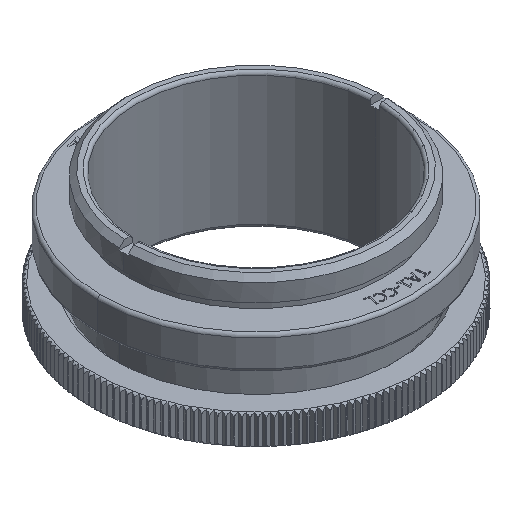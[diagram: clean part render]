
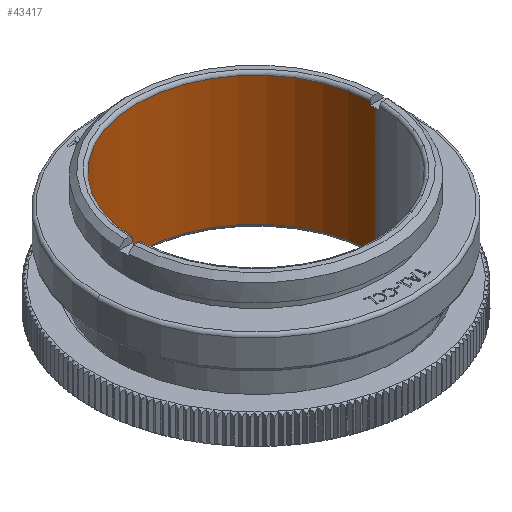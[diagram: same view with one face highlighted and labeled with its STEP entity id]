
A CAD part, isometric view. The second image highlights one B-rep face of the part: STEP entity #43417.
In plain terms, the highlighted cylindrical face has radius 11.45 mm (diameter 22.9 mm), a partial arc.
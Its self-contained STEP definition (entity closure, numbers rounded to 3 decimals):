
#15 = VERTEX_POINT ( 'NONE', #20312 ) ;
#322 = AXIS2_PLACEMENT_3D ( 'NONE', #15209, #39278, #25501 ) ;
#747 = CARTESIAN_POINT ( 'NONE',  ( -21.03, 7.021, -6.5 ) ) ;
#1508 = ORIENTED_EDGE ( 'NONE', *, *, #30906, .F. ) ;
#3300 = CARTESIAN_POINT ( 'NONE',  ( 1.87, 7.021, -5.85 ) ) ;
#3498 = CARTESIAN_POINT ( 'NONE',  ( 1.87, 7.021, 5.85 ) ) ;
#3689 = AXIS2_PLACEMENT_3D ( 'NONE', #34465, #13213, #20229 ) ;
#3849 = LINE ( 'NONE', #9931, #5294 ) ;
#4063 = VERTEX_POINT ( 'NONE', #35904 ) ;
#4225 = DIRECTION ( 'NONE',  ( 0., 0., -1. ) ) ;
#4301 = EDGE_LOOP ( 'NONE', ( #17511, #30627, #16764, #27376, #1508, #18415, #32815, #29335, #20054, #35636, #26808, #14046 ) ) ;
#4663 = CARTESIAN_POINT ( 'NONE',  ( 1.87, 7.021, -6.5 ) ) ;
#5294 = VECTOR ( 'NONE', #35367, 1000. ) ;
#5492 = VERTEX_POINT ( 'NONE', #33181 ) ;
#6097 = VECTOR ( 'NONE', #6716, 1000. ) ;
#6194 = LINE ( 'NONE', #4663, #19086 ) ;
#6340 = VECTOR ( 'NONE', #8890, 1000. ) ;
#6645 = CIRCLE ( 'NONE', #3689, 11.45 ) ;
#6685 = CIRCLE ( 'NONE', #18646, 11.45 ) ;
#6716 = DIRECTION ( 'NONE',  ( 0., 0., 1. ) ) ;
#6935 = DIRECTION ( 'NONE',  ( 0., 0., -1. ) ) ;
#8035 = CARTESIAN_POINT ( 'NONE',  ( -21.03, 7.021, 5.85 ) ) ;
#8524 = CIRCLE ( 'NONE', #322, 11.45 ) ;
#8724 = CARTESIAN_POINT ( 'NONE',  ( 1.861, 7.471, -6.2 ) ) ;
#8890 = DIRECTION ( 'NONE',  ( 0., 0., 1. ) ) ;
#8914 = DIRECTION ( 'NONE',  ( 0., 0., -1. ) ) ;
#9931 = CARTESIAN_POINT ( 'NONE',  ( 1.861, 7.471, -6.5 ) ) ;
#10690 = CARTESIAN_POINT ( 'NONE',  ( -21.021, 7.471, -6.5 ) ) ;
#11546 = CARTESIAN_POINT ( 'NONE',  ( 1.861, 7.471, 6.2 ) ) ;
#13002 = VERTEX_POINT ( 'NONE', #14843 ) ;
#13213 = DIRECTION ( 'NONE',  ( 0., 0., 1. ) ) ;
#14046 = ORIENTED_EDGE ( 'NONE', *, *, #14521, .T. ) ;
#14521 = EDGE_CURVE ( 'NONE', #13002, #30718, #6685, .T. ) ;
#14843 = CARTESIAN_POINT ( 'NONE',  ( 1.861, 7.471, -5.85 ) ) ;
#14846 = DIRECTION ( 'NONE',  ( 0., 0., 1. ) ) ;
#14982 = CARTESIAN_POINT ( 'NONE',  ( -21.021, 7.471, 5.85 ) ) ;
#15209 = CARTESIAN_POINT ( 'NONE',  ( -9.58, 7.021, -5.85 ) ) ;
#16210 = AXIS2_PLACEMENT_3D ( 'NONE', #41093, #22859, #30318 ) ;
#16529 = AXIS2_PLACEMENT_3D ( 'NONE', #29098, #14846, #43374 ) ;
#16764 = ORIENTED_EDGE ( 'NONE', *, *, #38175, .F. ) ;
#17511 = ORIENTED_EDGE ( 'NONE', *, *, #32811, .F. ) ;
#17660 = VERTEX_POINT ( 'NONE', #11546 ) ;
#18401 = VERTEX_POINT ( 'NONE', #3498 ) ;
#18410 = CIRCLE ( 'NONE', #31782, 11.45 ) ;
#18415 = ORIENTED_EDGE ( 'NONE', *, *, #40024, .T. ) ;
#18646 = AXIS2_PLACEMENT_3D ( 'NONE', #45117, #8914, #37403 ) ;
#19086 = VECTOR ( 'NONE', #23719, 1000. ) ;
#20054 = ORIENTED_EDGE ( 'NONE', *, *, #37853, .F. ) ;
#20229 = DIRECTION ( 'NONE',  ( 1., 0., 0. ) ) ;
#20312 = CARTESIAN_POINT ( 'NONE',  ( -21.03, 7.021, -5.85 ) ) ;
#20472 = DIRECTION ( 'NONE',  ( -1., 0., 0. ) ) ;
#22859 = DIRECTION ( 'NONE',  ( 0., 0., -1. ) ) ;
#23228 = CIRCLE ( 'NONE', #16529, 11.45 ) ;
#23281 = DIRECTION ( 'NONE',  ( 0., 0., 1. ) ) ;
#23719 = DIRECTION ( 'NONE',  ( 0., 0., -1. ) ) ;
#23728 = VERTEX_POINT ( 'NONE', #30755 ) ;
#23775 = CYLINDRICAL_SURFACE ( 'NONE', #16210, 11.45 ) ;
#24143 = CARTESIAN_POINT ( 'NONE',  ( -9.58, 7.021, 5.85 ) ) ;
#24214 = VECTOR ( 'NONE', #36341, 1000. ) ;
#25252 = VERTEX_POINT ( 'NONE', #8724 ) ;
#25501 = DIRECTION ( 'NONE',  ( -1., 0., 0. ) ) ;
#26217 = EDGE_CURVE ( 'NONE', #17660, #4063, #6645, .T. ) ;
#26808 = ORIENTED_EDGE ( 'NONE', *, *, #30529, .F. ) ;
#27376 = ORIENTED_EDGE ( 'NONE', *, *, #26217, .T. ) ;
#27656 = DIRECTION ( 'NONE',  ( 1., 0., 0. ) ) ;
#27704 = VERTEX_POINT ( 'NONE', #8035 ) ;
#29001 = LINE ( 'NONE', #747, #38407 ) ;
#29055 = VERTEX_POINT ( 'NONE', #14982 ) ;
#29098 = CARTESIAN_POINT ( 'NONE',  ( -9.58, 7.021, 5.85 ) ) ;
#29335 = ORIENTED_EDGE ( 'NONE', *, *, #29713, .T. ) ;
#29557 = CARTESIAN_POINT ( 'NONE',  ( 1.861, 7.471, -6.5 ) ) ;
#29713 = EDGE_CURVE ( 'NONE', #15, #5492, #8524, .T. ) ;
#29906 = LINE ( 'NONE', #41135, #6340 ) ;
#30318 = DIRECTION ( 'NONE',  ( -1., 0., 0. ) ) ;
#30529 = EDGE_CURVE ( 'NONE', #13002, #25252, #37257, .T. ) ;
#30627 = ORIENTED_EDGE ( 'NONE', *, *, #41111, .T. ) ;
#30718 = VERTEX_POINT ( 'NONE', #3300 ) ;
#30755 = CARTESIAN_POINT ( 'NONE',  ( -21.021, 7.471, -6.2 ) ) ;
#30790 = EDGE_CURVE ( 'NONE', #27704, #15, #29001, .T. ) ;
#30906 = EDGE_CURVE ( 'NONE', #29055, #4063, #29906, .T. ) ;
#31451 = CARTESIAN_POINT ( 'NONE',  ( -9.58, 7.021, -6.2 ) ) ;
#31782 = AXIS2_PLACEMENT_3D ( 'NONE', #24143, #23281, #27656 ) ;
#32811 = EDGE_CURVE ( 'NONE', #18401, #30718, #6194, .T. ) ;
#32815 = ORIENTED_EDGE ( 'NONE', *, *, #30790, .T. ) ;
#33181 = CARTESIAN_POINT ( 'NONE',  ( -21.021, 7.471, -5.85 ) ) ;
#34465 = CARTESIAN_POINT ( 'NONE',  ( -9.58, 7.021, 6.2 ) ) ;
#35367 = DIRECTION ( 'NONE',  ( 0., 0., -1. ) ) ;
#35517 = CIRCLE ( 'NONE', #41504, 11.45 ) ;
#35636 = ORIENTED_EDGE ( 'NONE', *, *, #41566, .T. ) ;
#35904 = CARTESIAN_POINT ( 'NONE',  ( -21.021, 7.471, 6.2 ) ) ;
#36341 = DIRECTION ( 'NONE',  ( 0., 0., -1. ) ) ;
#37257 = LINE ( 'NONE', #29557, #24214 ) ;
#37403 = DIRECTION ( 'NONE',  ( -1., 0., 0. ) ) ;
#37777 = FACE_OUTER_BOUND ( 'NONE', #4301, .T. ) ;
#37853 = EDGE_CURVE ( 'NONE', #23728, #5492, #45980, .T. ) ;
#38175 = EDGE_CURVE ( 'NONE', #17660, #45398, #3849, .T. ) ;
#38407 = VECTOR ( 'NONE', #4225, 1000. ) ;
#39278 = DIRECTION ( 'NONE',  ( 0., 0., -1. ) ) ;
#39856 = CARTESIAN_POINT ( 'NONE',  ( 1.861, 7.471, 5.85 ) ) ;
#40024 = EDGE_CURVE ( 'NONE', #29055, #27704, #23228, .T. ) ;
#41093 = CARTESIAN_POINT ( 'NONE',  ( -9.58, 7.021, -6.5 ) ) ;
#41111 = EDGE_CURVE ( 'NONE', #18401, #45398, #18410, .T. ) ;
#41135 = CARTESIAN_POINT ( 'NONE',  ( -21.021, 7.471, -6.5 ) ) ;
#41504 = AXIS2_PLACEMENT_3D ( 'NONE', #31451, #6935, #20472 ) ;
#41566 = EDGE_CURVE ( 'NONE', #23728, #25252, #35517, .T. ) ;
#43374 = DIRECTION ( 'NONE',  ( 1., 0., 0. ) ) ;
#43417 = ADVANCED_FACE ( 'NONE', ( #37777 ), #23775, .F. ) ;
#45117 = CARTESIAN_POINT ( 'NONE',  ( -9.58, 7.021, -5.85 ) ) ;
#45398 = VERTEX_POINT ( 'NONE', #39856 ) ;
#45980 = LINE ( 'NONE', #10690, #6097 ) ;
